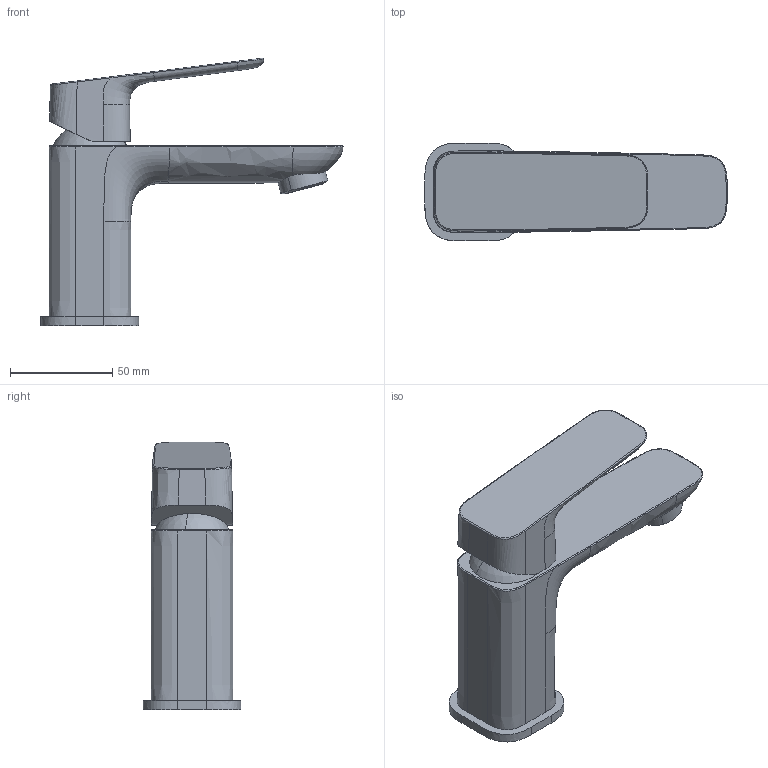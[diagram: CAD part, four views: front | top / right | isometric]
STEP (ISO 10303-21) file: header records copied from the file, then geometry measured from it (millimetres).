
FILE_DESCRIPTION(/* description */ ('AP214 STEP file'),/* implementation_level */ '2;1');
FILE_NAME(/* name */ '1016930000_out.stp',/* time_stamp */ '2024-11-06T13:33:56+01:00',/* author */ (''),/* organization */ (''),/* preprocessor_version */ 'ST-DEVELOPER v18.1',/* originating_system */ 'Elysium Co. Ltd. STEP Translator v8.3.0.0',/* authorisation */ '');
FILE_SCHEMA (('AUTOMOTIVE_DESIGN { 1 0 10303 214 3 1 1 }'));
Length unit declared in the file: millimetre
Products named in the file (1): 1016930000_extract
Bounding box: 148.08 x 48 x 131.16 mm (x, y, z)
Volume: 247558.2 mm3; surface area: 38297.6 mm2
Topology: 1 solids, 1 shells, 116 faces, 315 edges, 208 vertices
Faces by surface type: bspline 44, cylinder 28, extrusion 17, plane 14, torus 6, cone 5, sphere 2
Entity records: 10828 total; most frequent: CARTESIAN_POINT 7491, ORIENTED_EDGE 630, EDGE_CURVE 315, B_SPLINE_CURVE_WITH_KNOTS 238, STYLED_ITEM 232, VERTEX_POINT 208, EDGE_LOOP 123, DIRECTION 121
